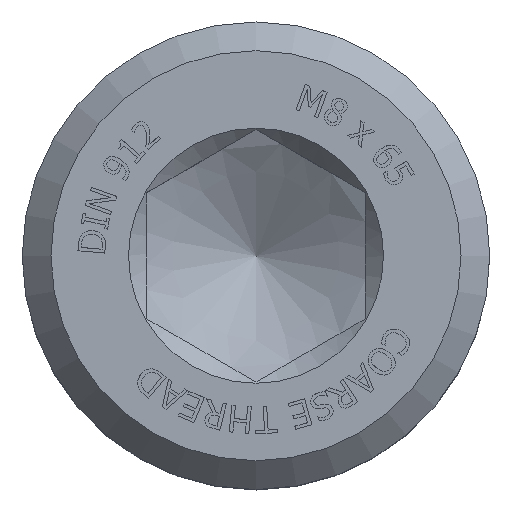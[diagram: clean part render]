
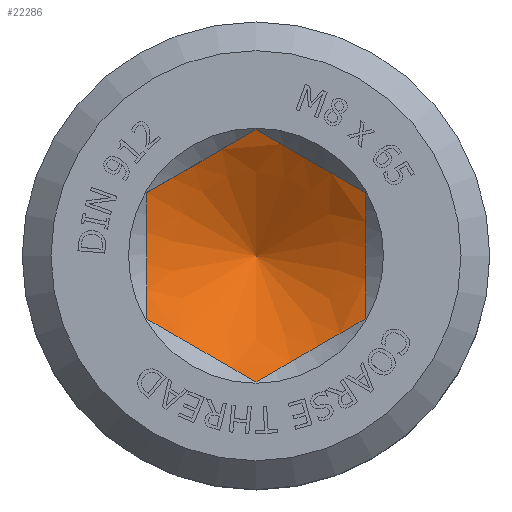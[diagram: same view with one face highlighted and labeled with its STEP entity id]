
A CAD part, top view. The second image highlights one B-rep face of the part: STEP entity #22286.
In plain terms, the highlighted conical face has half-angle 60 degrees and reference radius 2.6 mm.
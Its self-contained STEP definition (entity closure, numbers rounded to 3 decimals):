
#21934=CARTESIAN_POINT('',(0.,3.51,-4.0));
#21935=VERTEX_POINT('',#21934);
#21942=CARTESIAN_POINT('',(3.04,1.755,-4.0));
#21943=VERTEX_POINT('',#21942);
#21944=CARTESIAN_POINT('',(3.04,1.755,-4.0));
#21945=CARTESIAN_POINT('',(1.52,2.633,-4.507));
#21946=CARTESIAN_POINT('',(0.,3.51,-4.0));
#21954=(BOUNDED_CURVE()B_SPLINE_CURVE(2,(#21944,#21945,#21946),.UNSPECIFIED.,.F.,.U.)B_SPLINE_CURVE_WITH_KNOTS((3,3),(0.21,0.67),.UNSPECIFIED.)CURVE()GEOMETRIC_REPRESENTATION_ITEM()RATIONAL_B_SPLINE_CURVE((1.258,1.453,1.258))REPRESENTATION_ITEM(''));
#21955=EDGE_CURVE('',#21943,#21935,#21954,.T.);
#21972=CARTESIAN_POINT('',(-3.04,1.755,-4.0));
#21973=VERTEX_POINT('',#21972);
#21980=CARTESIAN_POINT('',(0.,3.51,-4.0));
#21981=CARTESIAN_POINT('',(-1.52,2.633,-4.507));
#21982=CARTESIAN_POINT('',(-3.04,1.755,-4.0));
#21990=(BOUNDED_CURVE()B_SPLINE_CURVE(2,(#21980,#21981,#21982),.UNSPECIFIED.,.F.,.U.)B_SPLINE_CURVE_WITH_KNOTS((3,3),(0.21,0.67),.UNSPECIFIED.)CURVE()GEOMETRIC_REPRESENTATION_ITEM()RATIONAL_B_SPLINE_CURVE((1.258,1.453,1.258))REPRESENTATION_ITEM(''));
#21991=EDGE_CURVE('',#21935,#21973,#21990,.T.);
#22003=CARTESIAN_POINT('',(-3.04,-1.755,-4.0));
#22004=VERTEX_POINT('',#22003);
#22011=CARTESIAN_POINT('',(-3.04,1.755,-4.0));
#22012=CARTESIAN_POINT('',(-3.04,0.,-4.507));
#22013=CARTESIAN_POINT('',(-3.04,-1.755,-4.0));
#22021=(BOUNDED_CURVE()B_SPLINE_CURVE(2,(#22011,#22012,#22013),.UNSPECIFIED.,.F.,.U.)B_SPLINE_CURVE_WITH_KNOTS((3,3),(0.21,0.67),.UNSPECIFIED.)CURVE()GEOMETRIC_REPRESENTATION_ITEM()RATIONAL_B_SPLINE_CURVE((1.258,1.453,1.258))REPRESENTATION_ITEM(''));
#22022=EDGE_CURVE('',#21973,#22004,#22021,.T.);
#22034=CARTESIAN_POINT('',(0.,-3.51,-4.0));
#22035=VERTEX_POINT('',#22034);
#22042=CARTESIAN_POINT('',(-3.04,-1.755,-4.0));
#22043=CARTESIAN_POINT('',(-1.52,-2.633,-4.507));
#22044=CARTESIAN_POINT('',(0.,-3.51,-4.0));
#22052=(BOUNDED_CURVE()B_SPLINE_CURVE(2,(#22042,#22043,#22044),.UNSPECIFIED.,.F.,.U.)B_SPLINE_CURVE_WITH_KNOTS((3,3),(0.21,0.67),.UNSPECIFIED.)CURVE()GEOMETRIC_REPRESENTATION_ITEM()RATIONAL_B_SPLINE_CURVE((1.258,1.453,1.258))REPRESENTATION_ITEM(''));
#22053=EDGE_CURVE('',#22004,#22035,#22052,.T.);
#22065=CARTESIAN_POINT('',(3.04,-1.755,-4.));
#22066=VERTEX_POINT('',#22065);
#22073=CARTESIAN_POINT('',(0.,-3.51,-4.0));
#22074=CARTESIAN_POINT('',(1.52,-2.633,-4.507));
#22075=CARTESIAN_POINT('',(3.04,-1.755,-4.));
#22083=(BOUNDED_CURVE()B_SPLINE_CURVE(2,(#22073,#22074,#22075),.UNSPECIFIED.,.F.,.U.)B_SPLINE_CURVE_WITH_KNOTS((3,3),(0.21,0.67),.UNSPECIFIED.)CURVE()GEOMETRIC_REPRESENTATION_ITEM()RATIONAL_B_SPLINE_CURVE((1.258,1.453,1.258))REPRESENTATION_ITEM(''));
#22084=EDGE_CURVE('',#22035,#22066,#22083,.T.);
#22097=CARTESIAN_POINT('',(3.04,-1.755,-4.));
#22098=CARTESIAN_POINT('',(3.04,0.,-4.507));
#22099=CARTESIAN_POINT('',(3.04,1.755,-4.0));
#22107=(BOUNDED_CURVE()B_SPLINE_CURVE(2,(#22097,#22098,#22099),.UNSPECIFIED.,.F.,.U.)B_SPLINE_CURVE_WITH_KNOTS((3,3),(0.21,0.67),.UNSPECIFIED.)CURVE()GEOMETRIC_REPRESENTATION_ITEM()RATIONAL_B_SPLINE_CURVE((1.258,1.453,1.258))REPRESENTATION_ITEM(''));
#22108=EDGE_CURVE('',#22066,#21943,#22107,.T.);
#22273=CARTESIAN_POINT('',(0.0,0.,-4.526));
#22274=DIRECTION('',(0.0,0.,1.0));
#22275=DIRECTION('',(0.0,1.0,0.0));
#22276=AXIS2_PLACEMENT_3D('',#22273,#22274,#22275);
#22277=CONICAL_SURFACE('',#22276,2.6,60.);
#22278=ORIENTED_EDGE('',*,*,#22022,.T.);
#22279=ORIENTED_EDGE('',*,*,#22053,.T.);
#22280=ORIENTED_EDGE('',*,*,#22084,.T.);
#22281=ORIENTED_EDGE('',*,*,#22108,.T.);
#22282=ORIENTED_EDGE('',*,*,#21955,.T.);
#22283=ORIENTED_EDGE('',*,*,#21991,.T.);
#22284=EDGE_LOOP('',(#22278,#22279,#22280,#22281,#22282,#22283));
#22285=FACE_OUTER_BOUND('',#22284,.T.);
#22286=ADVANCED_FACE('',(#22285),#22277,.F.);
